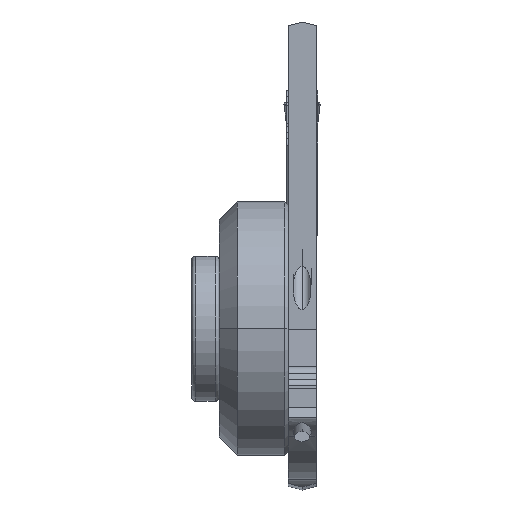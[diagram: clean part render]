
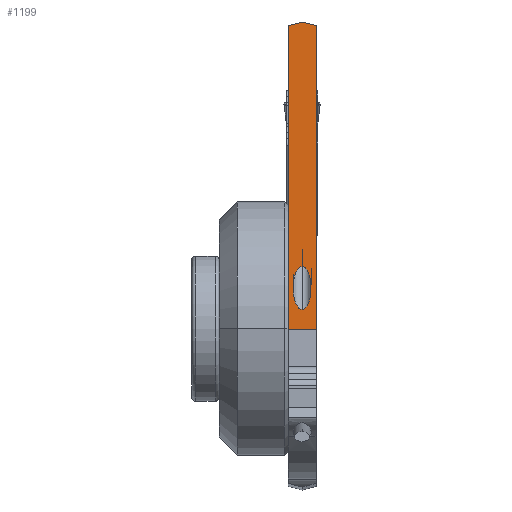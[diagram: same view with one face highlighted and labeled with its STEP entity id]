
A CAD part, top view. The second image highlights one B-rep face of the part: STEP entity #1199.
In plain terms, the highlighted planar face has unit normal (0, 0, 1).
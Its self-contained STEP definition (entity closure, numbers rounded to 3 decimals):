
#52=FACE_BOUND('',#1579,.T.);
#53=FACE_BOUND('',#1580,.T.);
#1199=ADVANCED_FACE('',(#52,#53),#1301,.T.);
#1301=PLANE('',#4550);
#1579=EDGE_LOOP('',(#2283,#2284,#2285,#2286,#2287));
#1580=EDGE_LOOP('',(#2288,#2289));
#1640=ELLIPSE('',#4548,1.183,0.5);
#1641=ELLIPSE('',#4549,1.183,0.5);
#2283=ORIENTED_EDGE('',*,*,#3120,.F.);
#2284=ORIENTED_EDGE('',*,*,#3121,.F.);
#2285=ORIENTED_EDGE('',*,*,#3009,.T.);
#2286=ORIENTED_EDGE('',*,*,#3119,.T.);
#2287=ORIENTED_EDGE('',*,*,#3037,.T.);
#2288=ORIENTED_EDGE('',*,*,#3122,.F.);
#2289=ORIENTED_EDGE('',*,*,#3123,.F.);
#2659=VERTEX_POINT('',#6637);
#2660=VERTEX_POINT('',#6639);
#2685=VERTEX_POINT('',#6693);
#2686=VERTEX_POINT('',#6695);
#2726=VERTEX_POINT('',#6948);
#2727=VERTEX_POINT('',#6951);
#2728=VERTEX_POINT('',#6952);
#3009=EDGE_CURVE('',#2660,#2659,#3707,.T.);
#3037=EDGE_CURVE('',#2686,#2685,#3722,.T.);
#3119=EDGE_CURVE('',#2659,#2686,#3776,.T.);
#3120=EDGE_CURVE('',#2726,#2685,#3777,.T.);
#3121=EDGE_CURVE('',#2660,#2726,#3778,.T.);
#3122=EDGE_CURVE('',#2727,#2728,#1640,.T.);
#3123=EDGE_CURVE('',#2728,#2727,#1641,.T.);
#3707=LINE('',#6638,#3966);
#3722=LINE('',#6694,#3981);
#3776=LINE('',#6945,#4035);
#3777=LINE('',#6947,#4036);
#3778=LINE('',#6949,#4037);
#3966=VECTOR('',#5042,1.);
#3981=VECTOR('',#5087,1.);
#4035=VECTOR('',#5263,1.);
#4036=VECTOR('',#5266,1.);
#4037=VECTOR('',#5267,1.);
#4548=AXIS2_PLACEMENT_3D('',#6950,#5268,#5269);
#4549=AXIS2_PLACEMENT_3D('',#6953,#5270,#5271);
#4550=AXIS2_PLACEMENT_3D('',#6954,#5272,#5273);
#5042=DIRECTION('',(0.,-1.,0.));
#5087=DIRECTION('',(0.,1.,0.));
#5263=DIRECTION('',(1.,0.,0.));
#5266=DIRECTION('',(0.966,-0.259,0.));
#5267=DIRECTION('',(0.966,0.259,0.));
#5268=DIRECTION('',(0.,0.,1.));
#5269=DIRECTION('',(0.,1.,0.));
#5270=DIRECTION('',(0.,0.,1.));
#5271=DIRECTION('',(0.,1.,0.));
#5272=DIRECTION('',(0.,0.,1.));
#5273=DIRECTION('',(0.,-1.,0.));
#6637=CARTESIAN_POINT('',(-1.55,8.838,0.));
#6638=CARTESIAN_POINT('',(-1.55,25.582,0.));
#6639=CARTESIAN_POINT('',(-1.55,25.582,0.));
#6693=CARTESIAN_POINT('',(0.,25.582,0.));
#6694=CARTESIAN_POINT('',(0.,8.838,0.));
#6695=CARTESIAN_POINT('',(0.,8.838,0.));
#6945=CARTESIAN_POINT('',(-1.55,8.838,0.));
#6947=CARTESIAN_POINT('',(-0.775,25.79,0.));
#6948=CARTESIAN_POINT('',(-0.775,25.79,0.));
#6949=CARTESIAN_POINT('',(-1.55,25.582,0.));
#6950=CARTESIAN_POINT('',(-0.775,11.144,0.));
#6951=CARTESIAN_POINT('',(-0.775,12.327,0.));
#6952=CARTESIAN_POINT('',(-0.775,9.961,0.));
#6953=CARTESIAN_POINT('',(-0.775,11.144,0.));
#6954=CARTESIAN_POINT('',(-0.775,17.314,0.));
